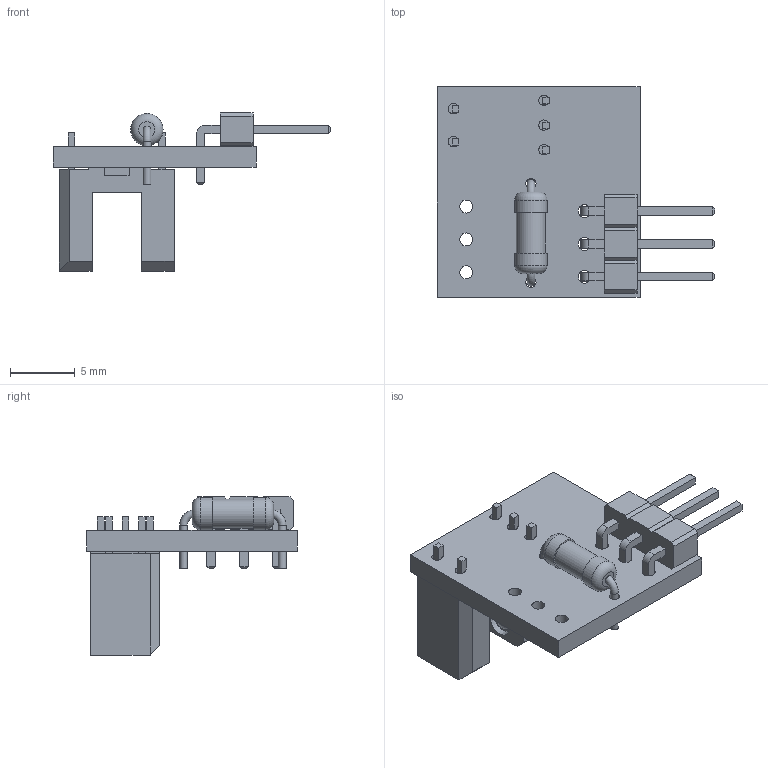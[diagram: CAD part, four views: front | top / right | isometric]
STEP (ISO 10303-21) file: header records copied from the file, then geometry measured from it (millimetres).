
FILE_DESCRIPTION(('KiCad electronic assembly'),'2;1');
FILE_NAME('util_photoswitch.STEP','2023-11-25T08:49:24',('Pcbnew'),( 'Kicad'),'Open CASCADE STEP processor 7.7','KiCad to STEP converter' ,'Unknown');
FILE_SCHEMA(('AUTOMOTIVE_DESIGN { 1 0 10303 214 1 1 1 1 }'));
Length unit declared in the file: millimetre
Products named in the file (8): util_photoswitch 1; PinHeader_1x03_P2.54mm_Horizontal; SOLID; R_Axial_DIN0207_L6.3mm_D2.5mm_P7.62mm_Horizontal; PHOTOSWITCH; util_photoswitch PCB
Assembly tree (7 placements, depth 3):
  util_photoswitch 1
    PinHeader_1x03_P2.54mm_Horizontal
      SOLID
    R_Axial_DIN0207_L6.3mm_D2.5mm_P7.62mm_Horizontal
      SOLID
    PHOTOSWITCH
      SOLID
    util_photoswitch PCB
Bounding box: 21.43 x 16.25 x 12.22 mm (x, y, z)
Volume: 737.5 mm3; surface area: 1271.3 mm2
Topology: 4 solids, 4 shells, 184 faces, 441 edges, 285 vertices
Faces by surface type: plane 151, cylinder 25, torus 4, sphere 2, cone 2
Full cylindrical faces by diameter (mm): 0.6 x2, 0.8 x7, 1 x6, 2.25 x1, 2.5 x2
Entity records: 13663 total; most frequent: CARTESIAN_POINT 3240, DIRECTION 1721, LINE 1199, VECTOR 1199, ORIENTED_EDGE 882, PCURVE 882, DEFINITIONAL_REPRESENTATION 882, EDGE_CURVE 441
